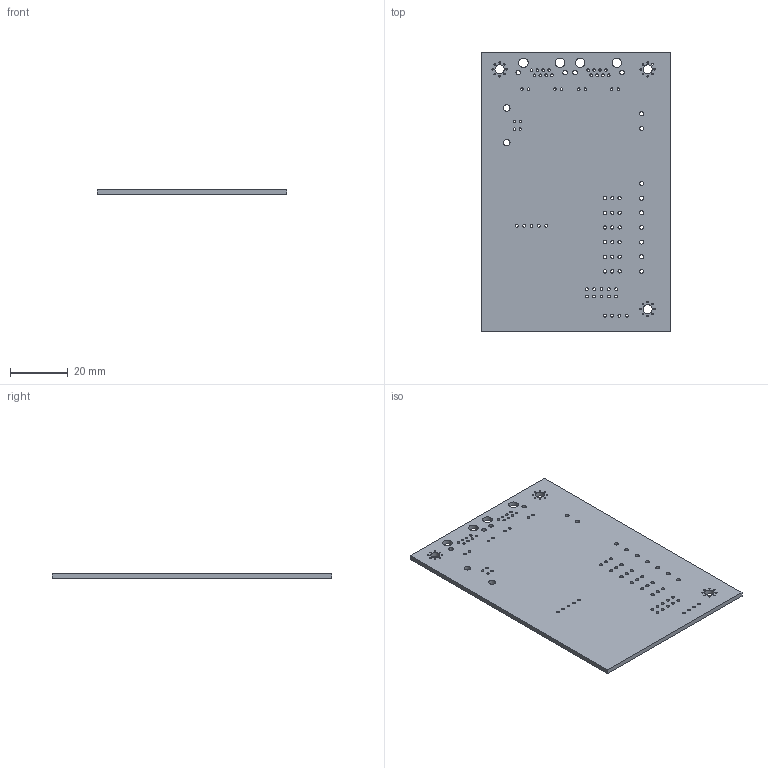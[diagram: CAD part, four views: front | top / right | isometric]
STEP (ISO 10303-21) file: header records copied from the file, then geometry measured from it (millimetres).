
FILE_DESCRIPTION(('KiCad electronic assembly'),'2;1');
FILE_NAME('plyta_glowna.step','2019-04-03T09:33:35',('An Author'),( 'A Company'),'Open CASCADE STEP processor 6.9', 'KiCad to STEP converter','Unknown');
FILE_SCHEMA(('AUTOMOTIVE_DESIGN { 1 0 10303 214 1 1 1 1 }'));
Length unit declared in the file: millimetre
Products named in the file (9): Open CASCADE STEP translator 6.9 1; C_1206; USB_B; RJHSE538X; R_1206; TQFP-32_7x7mm_Pitch0.8mm; SSOP-28_5.3x10.2mm_Pitch0.65mm; SOIC-8-N; COMPOUND
Assembly tree (46 placements, depth 2):
  Open CASCADE STEP translator 6.9 1
    C_1206  x9
    USB_B
    RJHSE538X  x2
    R_1206  x27
    TQFP-32_7x7mm_Pitch0.8mm
    SSOP-28_5.3x10.2mm_Pitch0.65mm
    SOIC-8-N  x4
    COMPOUND
Bounding box: 65.7 x 97 x 1.6 mm (x, y, z)
Volume: 9967.3 mm3; surface area: 13595.2 mm2
Topology: 1 solids, 1 shells, 117 faces, 345 edges, 230 vertices
Faces by surface type: cylinder 111, plane 6
Full cylindrical faces by diameter (mm): 0.5 x24, 0.813 x4, 0.889 x24, 1 x19, 1.143 x18, 1.4 x9, 1.57 x4, 2.301 x2, 3.2 x3, 3.3 x4
Entity records: 10105 total; most frequent: CARTESIAN_POINT 2769, DIRECTION 1355, ORIENTED_EDGE 690, PCURVE 690, DEFINITIONAL_REPRESENTATION 690, LINE 583, VECTOR 583, AXIS2_PLACEMENT_3D 386
